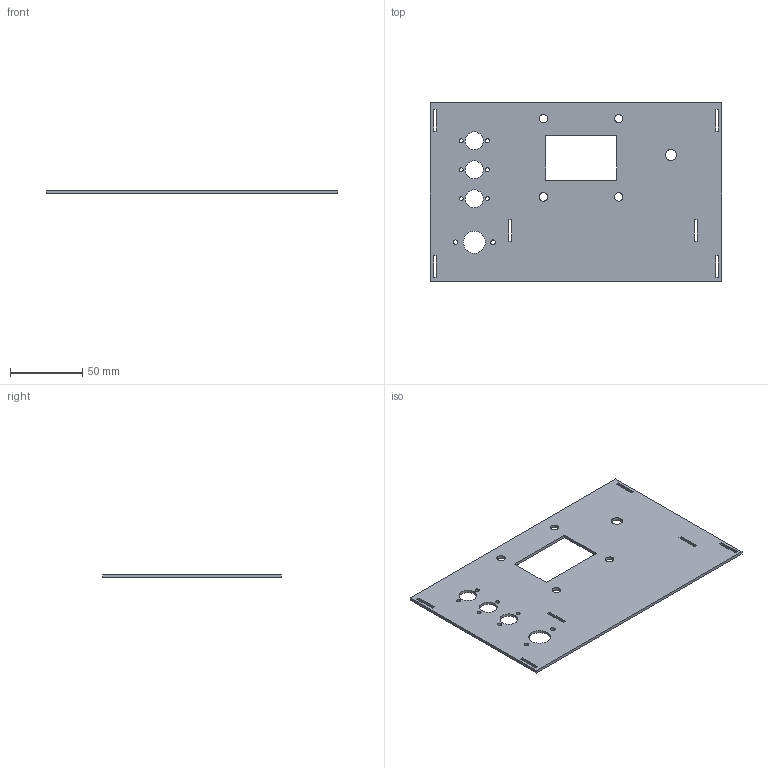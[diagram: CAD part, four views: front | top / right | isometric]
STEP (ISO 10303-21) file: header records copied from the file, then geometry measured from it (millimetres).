
FILE_DESCRIPTION(('CATIA V5 STEP Exchange','CAx-IF Rec.Pracs.--- Model Styling and Organization---1.5--- 2016-08-15','CAx-IF Rec.Pracs.---Supplemental Geometry---1.0---2011-11-01','CAx-IF Rec.Pracs.--- Composite Materials ---3.4---2017-06-13','CAx-IF Rec.Pracs.---Tessellated 3D Geometry---1.0---2015-12-17'),'2;1');
FILE_NAME('couvercle.stp','2025-07-23T16:49:32+00:00',('none'),('none'),'CATIA Version 5-6 Release 2023','CATIA V5 STEP AP242 v2','none');
FILE_SCHEMA(('AP242_MANAGED_MODEL_BASED_3D_ENGINEERING_MIM_LF {1 0 10303 442 1 1 4}'));
Length unit declared in the file: millimetre
Products named in the file (1): main_couvercle
Bounding box: 201 x 123 x 2 mm (x, y, z)
Volume: 44565.8 mm3; surface area: 47495.7 mm2
Topology: 1 solids, 2 shells, 69 faces, 205 edges, 142 vertices
Faces by surface type: plane 35, cylinder 34
Entity records: 2288 total; most frequent: ORIENTED_EDGE 400, CARTESIAN_POINT 391, DIRECTION 291, EDGE_CURVE 202, VECTOR 137, LINE 137, VERTEX_POINT 136, EDGE_LOOP 117
